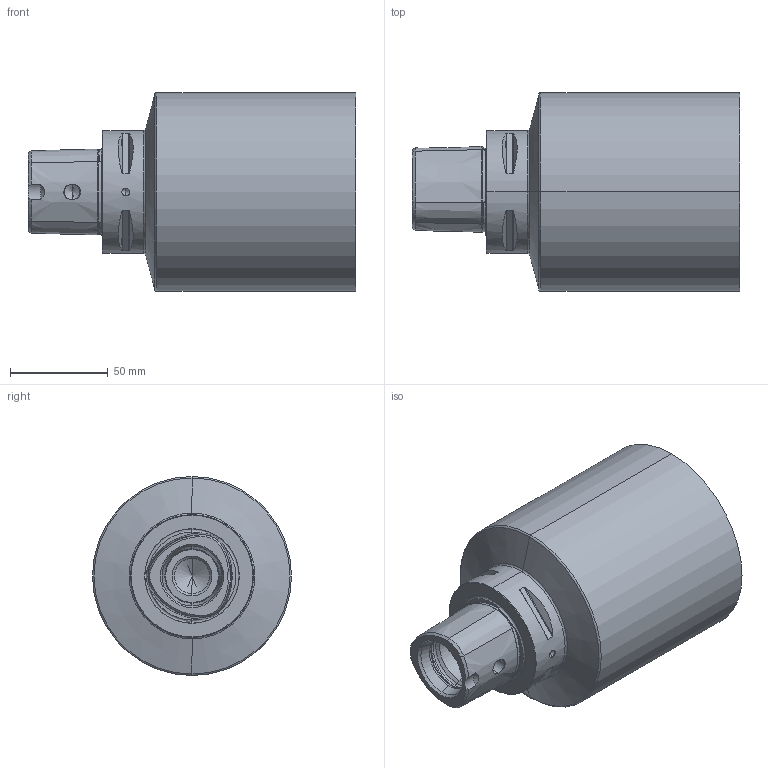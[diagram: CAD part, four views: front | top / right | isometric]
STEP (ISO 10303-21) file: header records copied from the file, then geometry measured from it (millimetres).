
FILE_DESCRIPTION (( 'STEP AP203' ), '1' );
FILE_NAME ('PS6-Ro0.001.130.STEP', '2012-10-24T15:04:02', ( 'baer' ), ( 'Hewlett-Packard Company' ), 'SwSTEP 2.0', 'SolidWorks 2012', '' );
FILE_SCHEMA (( 'CONFIG_CONTROL_DESIGN' ));
Length unit declared in the file: millimetre
Products named in the file (1): PS6-Ro0.001.130
Bounding box: 168 x 102 x 102 mm (x, y, z)
Volume: 963818.9 mm3; surface area: 63144.4 mm2
Topology: 1 solids, 1 shells, 129 faces, 301 edges, 174 vertices
Faces by surface type: cone 49, torus 32, cylinder 29, plane 19
Entity records: 4153 total; most frequent: CARTESIAN_POINT 1221, DIRECTION 622, ORIENTED_EDGE 586, EDGE_CURVE 293, AXIS2_PLACEMENT_3D 267, VERTEX_POINT 174, EDGE_LOOP 139, CIRCLE 137
